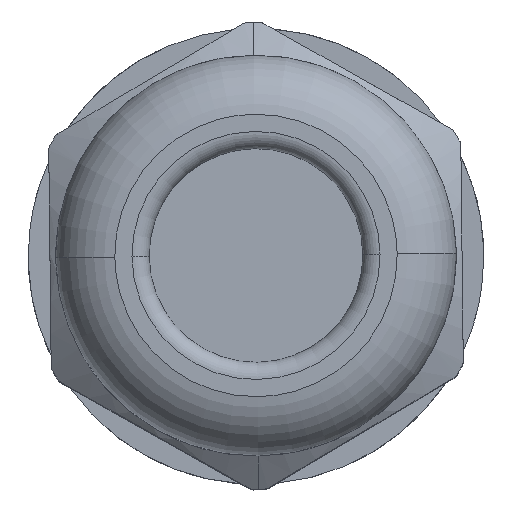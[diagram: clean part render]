
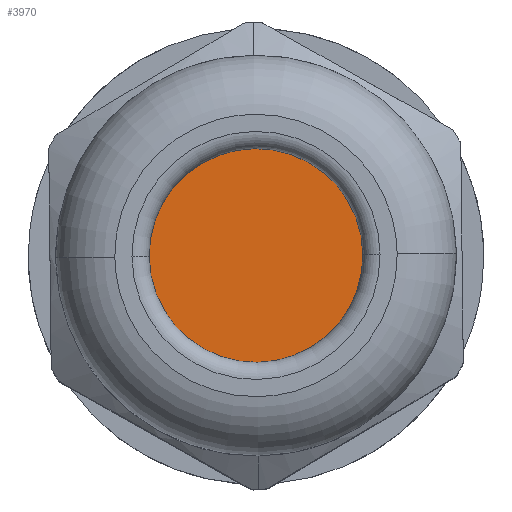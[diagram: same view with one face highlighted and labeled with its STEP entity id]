
A CAD part, top view. The second image highlights one B-rep face of the part: STEP entity #3970.
In plain terms, the highlighted planar face has unit normal (0, 0, 1).
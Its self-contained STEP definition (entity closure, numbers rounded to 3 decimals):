
#3896=AXIS2_PLACEMENT_3D('Circle Axis2P3D',#3894,#3895,$) ;
#3939=AXIS2_PLACEMENT_3D('Circle Axis2P3D',#3937,#3938,$) ;
#3964=AXIS2_PLACEMENT_3D('Plane Axis2P3D',#3961,#3962,#3963) ;
#3891=CARTESIAN_POINT('Vertex',(5.72,13.606,35.34)) ;
#3894=CARTESIAN_POINT('Axis2P3D Location',(13.27,13.606,35.34)) ;
#3898=CARTESIAN_POINT('Vertex',(20.82,13.606,35.34)) ;
#3937=CARTESIAN_POINT('Axis2P3D Location',(13.27,13.606,35.34)) ;
#3961=CARTESIAN_POINT('Axis2P3D Location',(13.27,13.606,35.34)) ;
#3895=DIRECTION('Axis2P3D Direction',(0.,0.,-1.)) ;
#3938=DIRECTION('Axis2P3D Direction',(0.,0.,-1.)) ;
#3962=DIRECTION('Axis2P3D Direction',(0.,0.,-1.)) ;
#3963=DIRECTION('Axis2P3D XDirection',(-1.,0.,0.)) ;
#3967=ORIENTED_EDGE('',*,*,#3900,.F.) ;
#3968=ORIENTED_EDGE('',*,*,#3941,.F.) ;
#3970=ADVANCED_FACE('Koerper.2',(#3969),#3965,.F.) ;
#3897=CIRCLE('generated circle',#3896,7.55) ;
#3940=CIRCLE('generated circle',#3939,7.55) ;
#3900=EDGE_CURVE('',#3892,#3899,#3897,.T.) ;
#3941=EDGE_CURVE('',#3899,#3892,#3940,.T.) ;
#3966=EDGE_LOOP('',(#3967,#3968)) ;
#3969=FACE_OUTER_BOUND('',#3966,.T.) ;
#3965=PLANE('',#3964) ;
#3892=VERTEX_POINT('',#3891) ;
#3899=VERTEX_POINT('',#3898) ;
